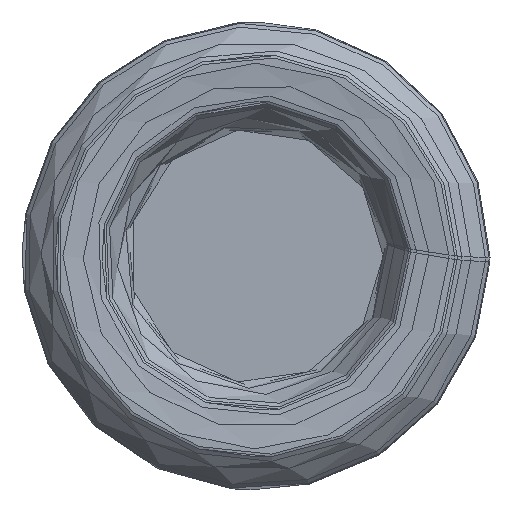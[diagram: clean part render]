
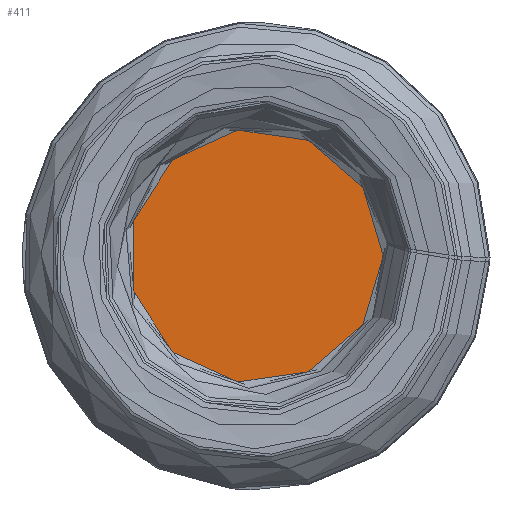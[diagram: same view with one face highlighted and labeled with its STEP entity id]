
A CAD part, left-side view. The second image highlights one B-rep face of the part: STEP entity #411.
In plain terms, the highlighted planar face has unit normal (-1, 0, 0).
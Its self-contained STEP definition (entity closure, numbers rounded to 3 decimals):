
#411=ADVANCED_FACE('',(#488),#416,.F.);
#416=PLANE('',#1499);
#488=FACE_OUTER_BOUND('',#596,.T.);
#596=EDGE_LOOP('',(#1017));
#699=CIRCLE('',#1497,25.271);
#1017=ORIENTED_EDGE('',*,*,#1265,.T.);
#1106=VERTEX_POINT('',#3006);
#1265=EDGE_CURVE('',#1106,#1106,#699,.T.);
#1497=AXIS2_PLACEMENT_3D('',#3005,#1798,#1799);
#1499=AXIS2_PLACEMENT_3D('',#3008,#1802,#1803);
#1798=DIRECTION('',(-1.,0.,0.));
#1799=DIRECTION('',(0.,-1.,0.));
#1802=DIRECTION('',(1.,0.,0.));
#1803=DIRECTION('',(0.,1.,0.));
#3005=CARTESIAN_POINT('',(9.,0.,0.));
#3006=CARTESIAN_POINT('',(9.,-25.271,0.));
#3008=CARTESIAN_POINT('',(9.,13.,0.));
